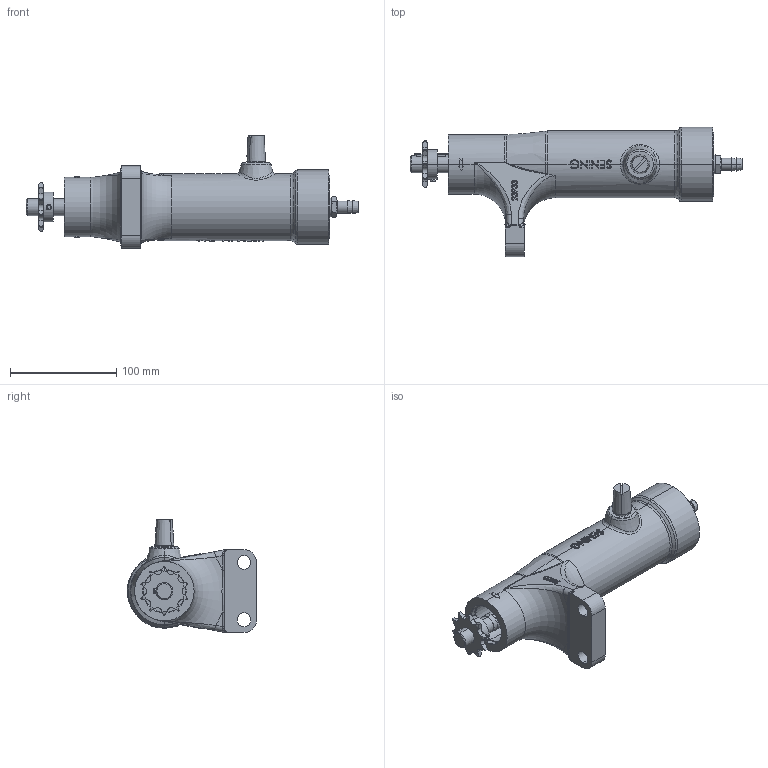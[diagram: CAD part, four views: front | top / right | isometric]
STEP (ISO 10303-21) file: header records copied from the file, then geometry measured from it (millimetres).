
FILE_DESCRIPTION (( 'STEP AP214' ), '1' );
FILE_NAME ('DLM-3U_23934.STEP', '2012-11-07T10:49:44', ( 'Admin2' ), ( '' ), 'SwSTEP 2.0', 'SolidWorks 2010', '' );
FILE_SCHEMA (( 'AUTOMOTIVE_DESIGN' ));
Length unit declared in the file: millimetre
Products named in the file (1): DLM-3U_23934
Bounding box: 313 x 122 x 106.5 mm (x, y, z)
Surface area: 86297.5 mm2 (no closed solid volume)
Topology: 0 solids, 13 shells, 538 faces, 1633 edges, 1074 vertices
Faces by surface type: plane 187, bspline 156, cylinder 127, cone 50, torus 18
Entity records: 32378 total; most frequent: CARTESIAN_POINT 13321, ORIENTED_EDGE 2969, DIRECTION 2258, EDGE_CURVE 1628, VERTEX_POINT 1074, AXIS2_PLACEMENT_3D 798, LINE 662, VECTOR 662
